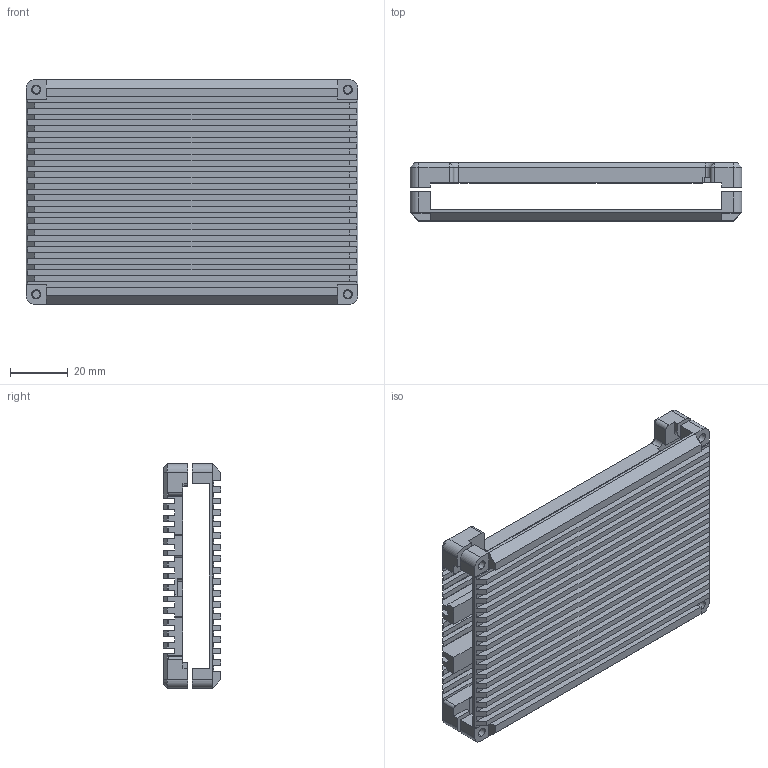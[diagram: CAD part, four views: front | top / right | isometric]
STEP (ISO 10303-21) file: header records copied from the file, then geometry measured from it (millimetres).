
FILE_DESCRIPTION((''),'2;1');
FILE_NAME('LP2-ASM-FINAL_ASM','2024-01-26T10:56:55',('Administrator'),(''),'CREO PARAMETRIC BY PTC INC, 2022073','CREO PARAMETRIC BY PTC INC, 2022073','');
FILE_SCHEMA(('CONFIG_CONTROL_DESIGN'));
Length unit declared in the file: millimetre
Products named in the file (3): L2-BOTTOM_9; LP2-TOP-20190727; LP2-ASM-FINAL_ASM
Assembly tree (2 placements, depth 2):
  LP2-ASM-FINAL_ASM
    L2-BOTTOM_9
    LP2-TOP-20190727
Bounding box: 115 x 20.1 x 78 mm (x, y, z)
Volume: 57127.8 mm3; surface area: 57675.1 mm2
Topology: 2 solids, 2 shells, 417 faces, 1187 edges, 776 vertices
Faces by surface type: plane 328, cylinder 77, cone 12
Entity records: 13462 total; most frequent: CARTESIAN_POINT 2386, ORIENTED_EDGE 2366, DIRECTION 2188, EDGE_CURVE 1183, VECTOR 1020, LINE 1020, VERTEX_POINT 776, AXIS2_PLACEMENT_3D 584
